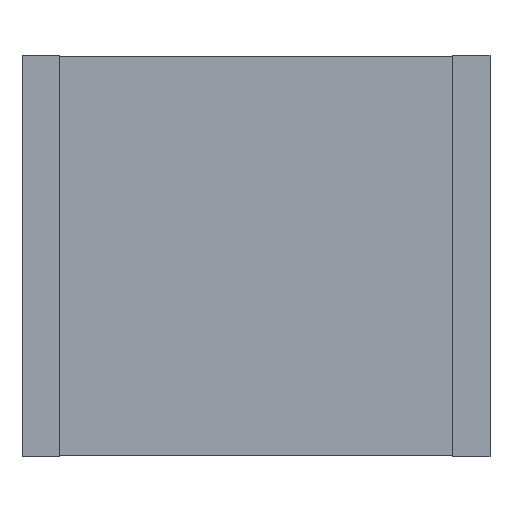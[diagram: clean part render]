
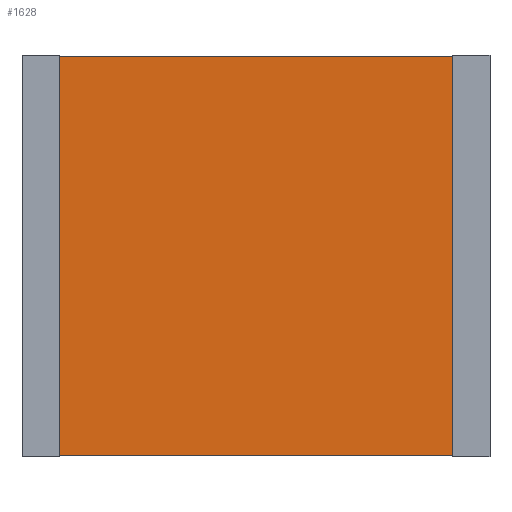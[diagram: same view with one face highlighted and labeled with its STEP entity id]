
A CAD part, front view. The second image highlights one B-rep face of the part: STEP entity #1628.
In plain terms, the highlighted planar face has unit normal (0, -1, 0).
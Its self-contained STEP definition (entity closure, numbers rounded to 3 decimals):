
#69 = VERTEX_POINT ( 'NONE', #452 ) ;
#182 = DIRECTION ( 'NONE',  ( 0., 0., 1. ) ) ;
#308 = DIRECTION ( 'NONE',  ( 1., 0., 0. ) ) ;
#312 = CARTESIAN_POINT ( 'NONE',  ( 0.49, 0., 0. ) ) ;
#326 = LINE ( 'NONE', #535, #1800 ) ;
#381 = CARTESIAN_POINT ( 'NONE',  ( 5.79, 0., 0. ) ) ;
#410 = CARTESIAN_POINT ( 'NONE',  ( 0.49, 0., 0. ) ) ;
#452 = CARTESIAN_POINT ( 'NONE',  ( 5.79, 0., 0. ) ) ;
#488 = VECTOR ( 'NONE', #1967, 1000. ) ;
#516 = ORIENTED_EDGE ( 'NONE', *, *, #868, .T. ) ;
#535 = CARTESIAN_POINT ( 'NONE',  ( 0., 0., -5.38 ) ) ;
#683 = VERTEX_POINT ( 'NONE', #2306 ) ;
#867 = DIRECTION ( 'NONE',  ( -1., 0., 0. ) ) ;
#868 = EDGE_CURVE ( 'NONE', #1593, #1301, #2152, .T. ) ;
#937 = ORIENTED_EDGE ( 'NONE', *, *, #1700, .F. ) ;
#942 = ORIENTED_EDGE ( 'NONE', *, *, #1155, .F. ) ;
#1155 = EDGE_CURVE ( 'NONE', #683, #1301, #326, .T. ) ;
#1156 = EDGE_LOOP ( 'NONE', ( #942, #1982, #937, #516 ) ) ;
#1158 = CARTESIAN_POINT ( 'NONE',  ( 0., 0., 0. ) ) ;
#1169 = DIRECTION ( 'NONE',  ( 0., -1., 0. ) ) ;
#1301 = VERTEX_POINT ( 'NONE', #2125 ) ;
#1556 = FACE_OUTER_BOUND ( 'NONE', #1156, .T. ) ;
#1593 = VERTEX_POINT ( 'NONE', #312 ) ;
#1628 = ADVANCED_FACE ( 'NONE', ( #1556 ), #1980, .T. ) ;
#1700 = EDGE_CURVE ( 'NONE', #1593, #69, #2007, .T. ) ;
#1714 = VECTOR ( 'NONE', #182, 1000. ) ;
#1729 = LINE ( 'NONE', #381, #1714 ) ;
#1763 = DIRECTION ( 'NONE',  ( 0., 0., -1. ) ) ;
#1800 = VECTOR ( 'NONE', #867, 1000. ) ;
#1967 = DIRECTION ( 'NONE',  ( 0., 0., -1. ) ) ;
#1980 = PLANE ( 'NONE',  #2446 ) ;
#1982 = ORIENTED_EDGE ( 'NONE', *, *, #2276, .T. ) ;
#2007 = LINE ( 'NONE', #2390, #2090 ) ;
#2090 = VECTOR ( 'NONE', #308, 1000. ) ;
#2125 = CARTESIAN_POINT ( 'NONE',  ( 0.49, 0., -5.38 ) ) ;
#2152 = LINE ( 'NONE', #410, #488 ) ;
#2276 = EDGE_CURVE ( 'NONE', #683, #69, #1729, .T. ) ;
#2306 = CARTESIAN_POINT ( 'NONE',  ( 5.79, 0., -5.38 ) ) ;
#2390 = CARTESIAN_POINT ( 'NONE',  ( 0., 0., 0. ) ) ;
#2446 = AXIS2_PLACEMENT_3D ( 'NONE', #1158, #1169, #1763 ) ;
